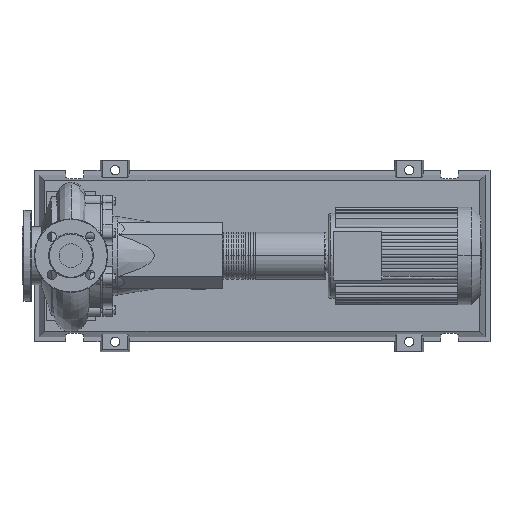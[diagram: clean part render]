
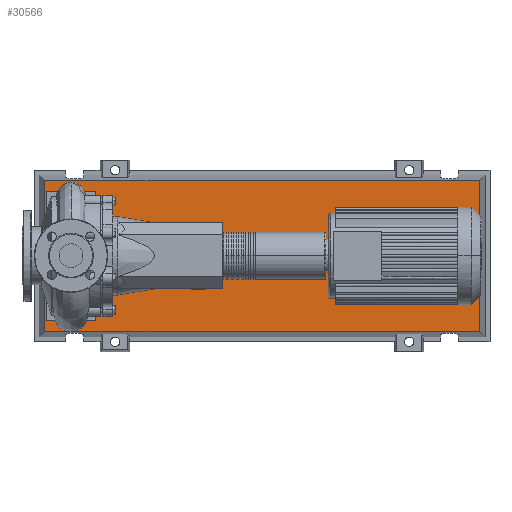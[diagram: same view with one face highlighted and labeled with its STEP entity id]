
A CAD part, top view. The second image highlights one B-rep face of the part: STEP entity #30566.
In plain terms, the highlighted planar face has unit normal (0, 0, 1).
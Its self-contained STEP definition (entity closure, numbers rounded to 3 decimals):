
#30247=CARTESIAN_POINT('',(833.292,-153.292,83.0));
#30248=VERTEX_POINT('',#30247);
#30255=CARTESIAN_POINT('',(-53.292,-153.292,83.0));
#30256=VERTEX_POINT('',#30255);
#30257=CARTESIAN_POINT('',(833.292,-153.292,83.0));
#30258=DIRECTION('',(-1.0,0.0,0.0));
#30259=VECTOR('',#30258,886.584);
#30260=LINE('',#30257,#30259);
#30261=EDGE_CURVE('',#30248,#30256,#30260,.T.);
#30479=CARTESIAN_POINT('',(833.292,153.292,83.0));
#30480=VERTEX_POINT('',#30479);
#30481=CARTESIAN_POINT('',(833.292,153.292,83.0));
#30482=DIRECTION('',(0.0,-1.0,0.0));
#30483=VECTOR('',#30482,306.584);
#30484=LINE('',#30481,#30483);
#30485=EDGE_CURVE('',#30480,#30248,#30484,.T.);
#30503=CARTESIAN_POINT('',(-53.292,153.292,83.0));
#30504=VERTEX_POINT('',#30503);
#30505=CARTESIAN_POINT('',(-53.292,-153.292,83.0));
#30506=DIRECTION('',(0.0,1.0,0.0));
#30507=VECTOR('',#30506,306.584);
#30508=LINE('',#30505,#30507);
#30509=EDGE_CURVE('',#30256,#30504,#30508,.T.);
#30542=CARTESIAN_POINT('',(-53.292,153.292,83.0));
#30543=DIRECTION('',(1.0,0.0,0.0));
#30544=VECTOR('',#30543,886.584);
#30545=LINE('',#30542,#30544);
#30546=EDGE_CURVE('',#30504,#30480,#30545,.T.);
#30555=CARTESIAN_POINT('',(390.,0.,83.0));
#30556=DIRECTION('',(0.0,0.0,1.0));
#30557=DIRECTION('',(1.0,0.0,0.0));
#30558=AXIS2_PLACEMENT_3D('',#30555,#30556,#30557);
#30559=PLANE('',#30558);
#30560=ORIENTED_EDGE('',*,*,#30485,.F.);
#30561=ORIENTED_EDGE('',*,*,#30546,.F.);
#30562=ORIENTED_EDGE('',*,*,#30509,.F.);
#30563=ORIENTED_EDGE('',*,*,#30261,.F.);
#30564=EDGE_LOOP('',(#30560,#30561,#30562,#30563));
#30565=FACE_OUTER_BOUND('',#30564,.T.);
#30566=ADVANCED_FACE('',(#30565),#30559,.T.);
